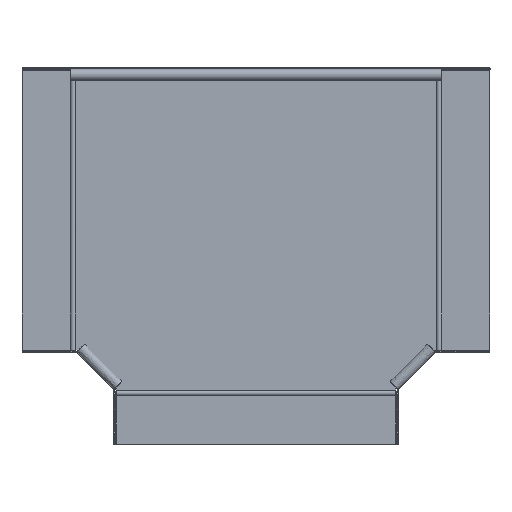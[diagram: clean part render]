
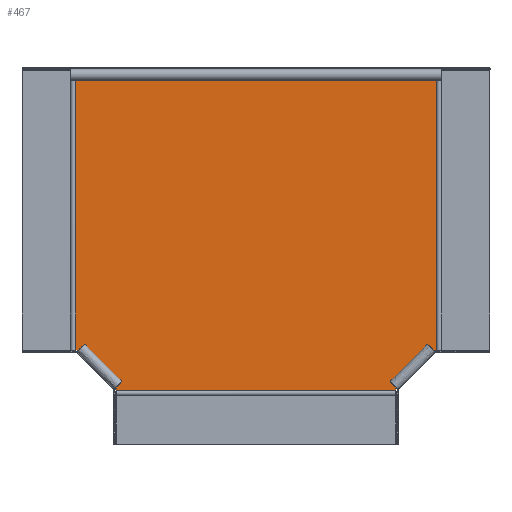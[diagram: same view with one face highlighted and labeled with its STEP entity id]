
A CAD part, top view. The second image highlights one B-rep face of the part: STEP entity #467.
In plain terms, the highlighted planar face has unit normal (0, 0, 1).
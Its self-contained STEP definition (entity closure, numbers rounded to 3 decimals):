
#467=ADVANCED_FACE('',(#951),#7522,.T.);
#951=FACE_OUTER_BOUND('',#1435,.T.);
#1435=EDGE_LOOP('',(#3710,#3711,#3712,#3713,#3714,#3715,#3716,#3717,#3718,
#3719));
#3710=ORIENTED_EDGE('',*,*,#4985,.F.);
#3711=ORIENTED_EDGE('',*,*,#5005,.T.);
#3712=ORIENTED_EDGE('',*,*,#4993,.F.);
#3713=ORIENTED_EDGE('',*,*,#5028,.F.);
#3714=ORIENTED_EDGE('',*,*,#5012,.F.);
#3715=ORIENTED_EDGE('',*,*,#5011,.F.);
#3716=ORIENTED_EDGE('',*,*,#5010,.F.);
#3717=ORIENTED_EDGE('',*,*,#5009,.F.);
#3718=ORIENTED_EDGE('',*,*,#5008,.F.);
#3719=ORIENTED_EDGE('',*,*,#5015,.F.);
#4985=EDGE_CURVE('',#7009,#7008,#6242,.T.);
#4993=EDGE_CURVE('',#7021,#7020,#6248,.T.);
#5005=EDGE_CURVE('',#7009,#7020,#6254,.T.);
#5008=EDGE_CURVE('',#7025,#7026,#6256,.T.);
#5009=EDGE_CURVE('',#7026,#7027,#6257,.T.);
#5010=EDGE_CURVE('',#7027,#7028,#6258,.T.);
#5011=EDGE_CURVE('',#7028,#7029,#6259,.T.);
#5012=EDGE_CURVE('',#7029,#7030,#6260,.T.);
#5015=EDGE_CURVE('',#7008,#7025,#6263,.T.);
#5028=EDGE_CURVE('',#7030,#7021,#6272,.T.);
#6242=B_SPLINE_CURVE_WITH_KNOTS('',1,(#18780,#18781),.UNSPECIFIED.,.F.,
 .F.,(2,2),(0.,1.972),.UNSPECIFIED.);
#6248=B_SPLINE_CURVE_WITH_KNOTS('',1,(#18798,#18799),.UNSPECIFIED.,.F.,
 .F.,(2,2),(0.,1.972),.UNSPECIFIED.);
#6254=B_SPLINE_CURVE_WITH_KNOTS('',1,(#18830,#18831),.UNSPECIFIED.,.F.,
 .F.,(2,2),(-298.5,0.),.UNSPECIFIED.);
#6256=B_SPLINE_CURVE_WITH_KNOTS('',1,(#18837,#18838),.UNSPECIFIED.,.F.,
 .F.,(2,2),(0.,1.972),.UNSPECIFIED.);
#6257=B_SPLINE_CURVE_WITH_KNOTS('',1,(#18839,#18840),.UNSPECIFIED.,.F.,
 .F.,(2,2),(0.,298.5),.UNSPECIFIED.);
#6258=B_SPLINE_CURVE_WITH_KNOTS('',1,(#18841,#18842),.UNSPECIFIED.,.F.,
 .F.,(2,2),(-384.543,0.),.UNSPECIFIED.);
#6259=B_SPLINE_CURVE_WITH_KNOTS('',1,(#18843,#18844),.UNSPECIFIED.,.F.,
 .F.,(2,2),(0.,298.5),.UNSPECIFIED.);
#6260=B_SPLINE_CURVE_WITH_KNOTS('',1,(#18845,#18846),.UNSPECIFIED.,.F.,
 .F.,(2,2),(0.,1.972),.UNSPECIFIED.);
#6263=B_SPLINE_CURVE_WITH_KNOTS('',1,(#18851,#18852),.UNSPECIFIED.,.F.,
 .F.,(2,2),(-58.053,0.),.UNSPECIFIED.);
#6272=B_SPLINE_CURVE_WITH_KNOTS('',1,(#18885,#18886),.UNSPECIFIED.,.F.,
 .F.,(2,2),(-58.053,0.),.UNSPECIFIED.);
#7008=VERTEX_POINT('',#18705);
#7009=VERTEX_POINT('',#18706);
#7020=VERTEX_POINT('',#18717);
#7021=VERTEX_POINT('',#18718);
#7025=VERTEX_POINT('',#18722);
#7026=VERTEX_POINT('',#18723);
#7027=VERTEX_POINT('',#18724);
#7028=VERTEX_POINT('',#18725);
#7029=VERTEX_POINT('',#18726);
#7030=VERTEX_POINT('',#18727);
#7522=PLANE('',#7847);
#7847=AXIS2_PLACEMENT_3D('',#18432,#8138,$);
#8138=DIRECTION('',(0.,0.,1.));
#18432=CARTESIAN_POINT('',(231.493,22.41,1.25));
#18705=CARTESIAN_POINT('',(-149.25,59.3,1.25));
#18706=CARTESIAN_POINT('',(-149.25,57.328,1.25));
#18717=CARTESIAN_POINT('',(149.25,57.328,1.25));
#18718=CARTESIAN_POINT('',(149.25,59.3,1.25));
#18722=CARTESIAN_POINT('',(-190.3,100.35,1.25));
#18723=CARTESIAN_POINT('',(-192.272,100.35,1.25));
#18724=CARTESIAN_POINT('',(-192.272,398.85,1.25));
#18725=CARTESIAN_POINT('',(192.272,398.85,1.25));
#18726=CARTESIAN_POINT('',(192.272,100.35,1.25));
#18727=CARTESIAN_POINT('',(190.3,100.35,1.25));
#18780=CARTESIAN_POINT('',(-149.25,57.328,1.25));
#18781=CARTESIAN_POINT('',(-149.25,59.3,1.25));
#18798=CARTESIAN_POINT('',(149.25,59.3,1.25));
#18799=CARTESIAN_POINT('',(149.25,57.328,1.25));
#18830=CARTESIAN_POINT('',(-149.25,57.328,1.25));
#18831=CARTESIAN_POINT('',(149.25,57.328,1.25));
#18837=CARTESIAN_POINT('',(-190.3,100.35,1.25));
#18838=CARTESIAN_POINT('',(-192.272,100.35,1.25));
#18839=CARTESIAN_POINT('',(-192.272,100.35,1.25));
#18840=CARTESIAN_POINT('',(-192.272,398.85,1.25));
#18841=CARTESIAN_POINT('',(-192.272,398.85,1.25));
#18842=CARTESIAN_POINT('',(192.272,398.85,1.25));
#18843=CARTESIAN_POINT('',(192.272,398.85,1.25));
#18844=CARTESIAN_POINT('',(192.272,100.35,1.25));
#18845=CARTESIAN_POINT('',(192.272,100.35,1.25));
#18846=CARTESIAN_POINT('',(190.3,100.35,1.25));
#18851=CARTESIAN_POINT('',(-149.25,59.3,1.25));
#18852=CARTESIAN_POINT('',(-190.3,100.35,1.25));
#18885=CARTESIAN_POINT('',(190.3,100.35,1.25));
#18886=CARTESIAN_POINT('',(149.25,59.3,1.25));
